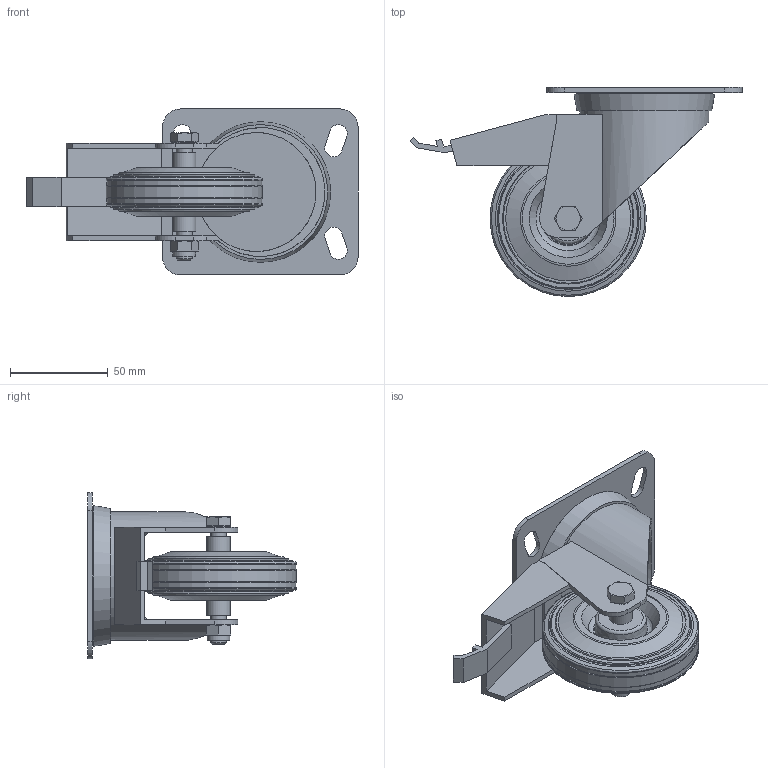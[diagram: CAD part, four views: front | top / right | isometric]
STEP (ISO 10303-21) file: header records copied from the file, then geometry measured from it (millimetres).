
FILE_DESCRIPTION(/* description */ ('RUOTA D.80 GIREV. C/P C/F'),/* implementation_level */ '2;1');
FILE_NAME(/* name */ 'CRUST0000196.stp',/* time_stamp */ '2025-02-11T11:06:15+01:00',/* author */ ('tecnico5'),/* organization */ ('CADENAS'),/* preprocessor_version */ 'ST-DEVELOPER v20',/* originating_system */ 'Autodesk Inventor 2022',/* authorisation */ ' ');
FILE_SCHEMA (('AUTOMOTIVE_DESIGN { 1 0 10303 214 3 1 1 }'));
Length unit declared in the file: millimetre
Products named in the file (4): CRUST0000196; 440000025830; 440000025829; 440000025828
Assembly tree (3 placements, depth 2):
  CRUST0000196
    440000025830
    440000025829
    440000025828
Bounding box: 170 x 107 x 85 mm (x, y, z)
Volume: 187545.5 mm3; surface area: 68973.2 mm2
Topology: 3 solids, 3 shells, 187 faces, 425 edges, 268 vertices
Faces by surface type: plane 89, cone 37, cylinder 34, torus 27
Full cylindrical faces by diameter (mm): 8 x5, 11.63 x2, 12 x2, 40.35 x1, 61 x1, 66 x1, 69.6 x1, 79.4 x2, 80 x3
Entity records: 5459 total; most frequent: CARTESIAN_POINT 983, DIRECTION 948, ORIENTED_EDGE 850, EDGE_CURVE 425, AXIS2_PLACEMENT_3D 377, VERTEX_POINT 268, EDGE_LOOP 225, LINE 194
